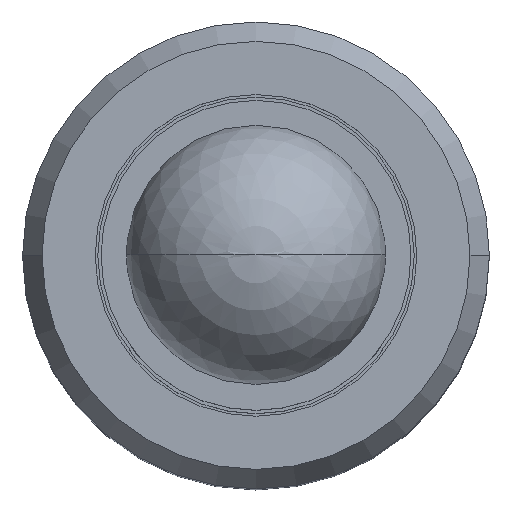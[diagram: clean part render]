
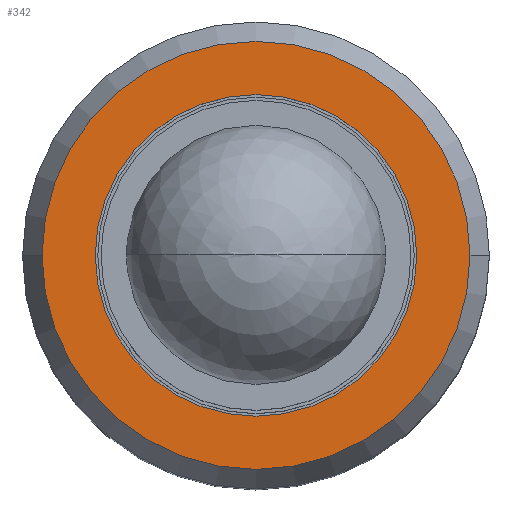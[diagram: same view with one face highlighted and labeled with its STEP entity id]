
A CAD part, top view. The second image highlights one B-rep face of the part: STEP entity #342.
In plain terms, the highlighted planar face has unit normal (0, 0, 1).
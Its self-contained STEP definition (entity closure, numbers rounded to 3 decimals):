
#204=VERTEX_POINT('',#480);
#220=VERTEX_POINT('',#498);
#224=EDGE_CURVE('',#300,#204,#502,.T.);
#244=EDGE_CURVE('',#278,#220,#523,.T.);
#278=VERTEX_POINT('',#563);
#300=VERTEX_POINT('',#587);
#308=EDGE_CURVE('',#204,#300,#595,.T.);
#334=EDGE_CURVE('',#220,#278,#623,.T.);
#342=ADVANCED_FACE('',(#634,#635),#636,.T.);
#480=CARTESIAN_POINT('',(6.2,0.,0.));
#498=CARTESIAN_POINT('',(-8.25,0.,0.));
#502=CIRCLE('',#817,6.2);
#523=CIRCLE('',#848,8.25);
#563=CARTESIAN_POINT('',(8.25,0.,0.));
#587=CARTESIAN_POINT('',(-6.2,0.,0.));
#595=CIRCLE('',#935,6.2);
#623=CIRCLE('',#972,8.25);
#634=FACE_BOUND('',#983,.T.);
#635=FACE_OUTER_BOUND('',#984,.T.);
#636=PLANE('',#985);
#817=AXIS2_PLACEMENT_3D('',#1182,#1183,#1184);
#848=AXIS2_PLACEMENT_3D('',#1208,#1209,#1210);
#935=AXIS2_PLACEMENT_3D('',#1285,#1286,#1287);
#972=AXIS2_PLACEMENT_3D('',#1321,#1322,#1323);
#983=EDGE_LOOP('',(#1349,#1350));
#984=EDGE_LOOP('',(#1351,#1352));
#985=AXIS2_PLACEMENT_3D('',#1353,#1354,#1355);
#1182=CARTESIAN_POINT('',(0.,0.,0.));
#1183=DIRECTION('',(0.0,0.0,1.0));
#1184=DIRECTION('',(-1.0,0.,0.0));
#1208=CARTESIAN_POINT('',(0.,0.,0.));
#1209=DIRECTION('',(0.0,0.0,1.0));
#1210=DIRECTION('',(-1.0,0.,0.0));
#1285=CARTESIAN_POINT('',(0.,0.,0.));
#1286=DIRECTION('',(0.0,0.0,1.0));
#1287=DIRECTION('',(-1.0,0.,0.0));
#1321=CARTESIAN_POINT('',(0.,0.,0.));
#1322=DIRECTION('',(0.0,0.0,1.0));
#1323=DIRECTION('',(-1.0,0.,0.0));
#1349=ORIENTED_EDGE('',*,*,#224,.F.);
#1350=ORIENTED_EDGE('',*,*,#308,.F.);
#1351=ORIENTED_EDGE('',*,*,#334,.T.);
#1352=ORIENTED_EDGE('',*,*,#244,.T.);
#1353=CARTESIAN_POINT('',(-7.225,0.,0.));
#1354=DIRECTION('',(0.0,0.0,1.0));
#1355=DIRECTION('',(-1.0,0.,0.0));
